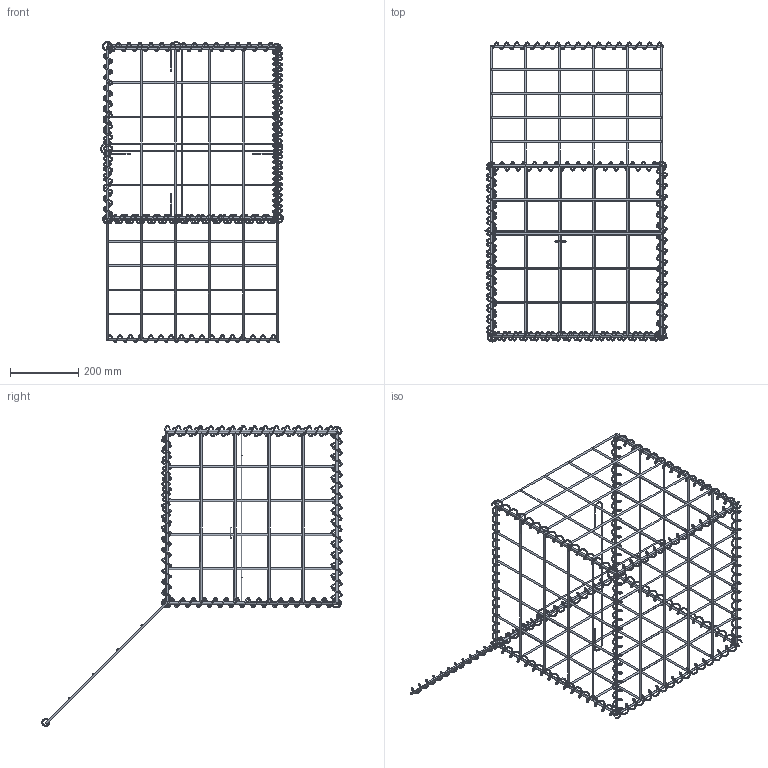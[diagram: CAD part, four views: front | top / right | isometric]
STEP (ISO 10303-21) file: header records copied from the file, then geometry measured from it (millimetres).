
FILE_DESCRIPTION (( 'STEP AP214' ), '1' );
FILE_NAME ('Basket 3.STEP', '2024-11-05T18:54:57', ( '' ), ( '' ), 'SwSTEP 2.0', 'SolidWorks 2022', '' );
FILE_SCHEMA (( 'AUTOMOTIVE_DESIGN' ));
Length unit declared in the file: millimetre
Products named in the file (6): Basket 3; Top Door_Default_As Machined_.STEP; spiral.STEP; Basket 3.STEP; Side Wall Basket 3_Default_As Machined_.STEP; spacer.STEP
Assembly tree (11 placements, depth 3):
  Basket 3
    Basket 3.STEP
      Side Wall Basket 3_Default_As Machined_.STEP  x5
      Top Door_Default_As Machined_.STEP
      spiral.STEP  x2
      spacer.STEP  x2
Bounding box: 536.4 x 881.8 x 883.8 mm (x, y, z)
Volume: 974010.6 mm3; surface area: 786607 mm2
Topology: 86 solids, 86 shells, 266 faces, 358 edges, 264 vertices
Faces by surface type: cylinder 150, plane 100, bspline 12, torus 4
Full cylindrical faces by diameter (mm): 3 x6, 5.5 x72
Entity records: 17892 total; most frequent: CARTESIAN_POINT 16155, DIRECTION 272, ORIENTED_EDGE 168, AXIS2_PLACEMENT_3D 136, EDGE_LOOP 120, FACE_OUTER_BOUND 120, ADVANCED_FACE 88, VERTEX_POINT 84
